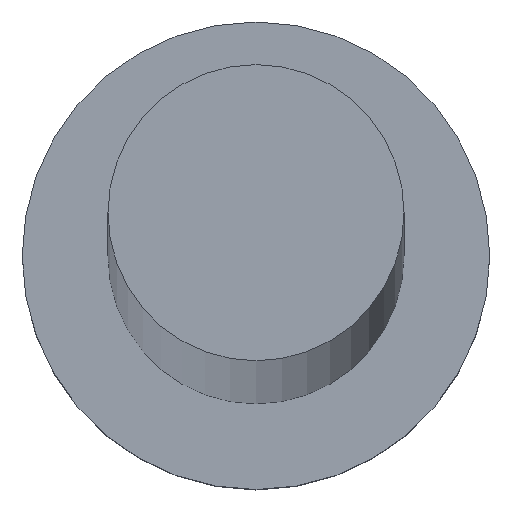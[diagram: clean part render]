
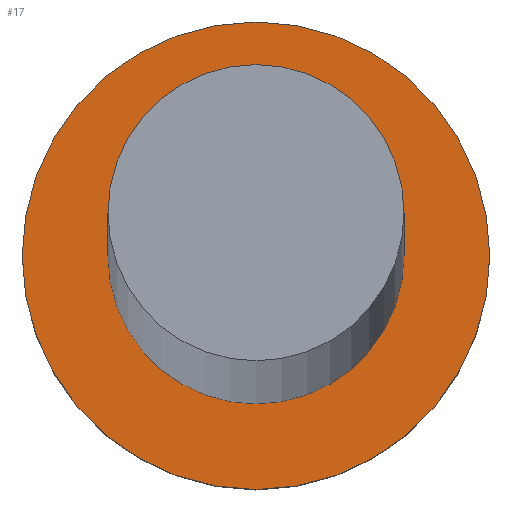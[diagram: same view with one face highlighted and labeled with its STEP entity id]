
A CAD part, top view. The second image highlights one B-rep face of the part: STEP entity #17.
In plain terms, the highlighted planar face has unit normal (0, 0, 1).
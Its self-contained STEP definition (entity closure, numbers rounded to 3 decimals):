
#2 = AXIS2_PLACEMENT_3D ( 'NONE', #137, #133, #99 ) ;
#8 = CARTESIAN_POINT ( 'NONE',  ( 0., 0., 1.5 ) ) ;
#9 = VERTEX_POINT ( 'NONE', #73 ) ;
#17 = ADVANCED_FACE ( 'NONE', ( #115, #69 ), #189, .T. ) ;
#33 = ORIENTED_EDGE ( 'NONE', *, *, #102, .F. ) ;
#41 = DIRECTION ( 'NONE',  ( 0., 0., 1. ) ) ;
#53 = EDGE_LOOP ( 'NONE', ( #225, #210 ) ) ;
#58 = DIRECTION ( 'NONE',  ( 0., 0., 1. ) ) ;
#69 = FACE_OUTER_BOUND ( 'NONE', #53, .T. ) ;
#71 = EDGE_CURVE ( 'NONE', #166, #208, #251, .T. ) ;
#73 = CARTESIAN_POINT ( 'NONE',  ( -0.95, 0., 1.5 ) ) ;
#79 = ORIENTED_EDGE ( 'NONE', *, *, #113, .F. ) ;
#82 = AXIS2_PLACEMENT_3D ( 'NONE', #245, #151, #136 ) ;
#88 = AXIS2_PLACEMENT_3D ( 'NONE', #96, #41, #212 ) ;
#96 = CARTESIAN_POINT ( 'NONE',  ( 0., 0., 1.5 ) ) ;
#99 = DIRECTION ( 'NONE',  ( 1., 0., 0. ) ) ;
#102 = EDGE_CURVE ( 'NONE', #9, #168, #134, .T. ) ;
#110 = AXIS2_PLACEMENT_3D ( 'NONE', #211, #58, #118 ) ;
#113 = EDGE_CURVE ( 'NONE', #168, #9, #203, .T. ) ;
#115 = FACE_BOUND ( 'NONE', #243, .T. ) ;
#118 = DIRECTION ( 'NONE',  ( 1., 0., 0. ) ) ;
#133 = DIRECTION ( 'NONE',  ( 0., 0., 1. ) ) ;
#134 = CIRCLE ( 'NONE', #110, 0.95 ) ;
#136 = DIRECTION ( 'NONE',  ( 1., 0., 0. ) ) ;
#137 = CARTESIAN_POINT ( 'NONE',  ( 0., 0., 1.5 ) ) ;
#143 = DIRECTION ( 'NONE',  ( 0., 0., 1. ) ) ;
#150 = CARTESIAN_POINT ( 'NONE',  ( 0.95, 0., 1.5 ) ) ;
#151 = DIRECTION ( 'NONE',  ( 0., 0., 1. ) ) ;
#166 = VERTEX_POINT ( 'NONE', #199 ) ;
#168 = VERTEX_POINT ( 'NONE', #150 ) ;
#188 = CARTESIAN_POINT ( 'NONE',  ( 1.5, 0., 1.5 ) ) ;
#189 = PLANE ( 'NONE',  #193 ) ;
#193 = AXIS2_PLACEMENT_3D ( 'NONE', #8, #143, #204 ) ;
#199 = CARTESIAN_POINT ( 'NONE',  ( -1.5, 0., 1.5 ) ) ;
#203 = CIRCLE ( 'NONE', #88, 0.95 ) ;
#204 = DIRECTION ( 'NONE',  ( 1., 0., 0. ) ) ;
#208 = VERTEX_POINT ( 'NONE', #188 ) ;
#210 = ORIENTED_EDGE ( 'NONE', *, *, #240, .T. ) ;
#211 = CARTESIAN_POINT ( 'NONE',  ( 0., 0., 1.5 ) ) ;
#212 = DIRECTION ( 'NONE',  ( 1., 0., 0. ) ) ;
#223 = CIRCLE ( 'NONE', #82, 1.5 ) ;
#225 = ORIENTED_EDGE ( 'NONE', *, *, #71, .T. ) ;
#240 = EDGE_CURVE ( 'NONE', #208, #166, #223, .T. ) ;
#243 = EDGE_LOOP ( 'NONE', ( #33, #79 ) ) ;
#245 = CARTESIAN_POINT ( 'NONE',  ( 0., 0., 1.5 ) ) ;
#251 = CIRCLE ( 'NONE', #2, 1.5 ) ;
